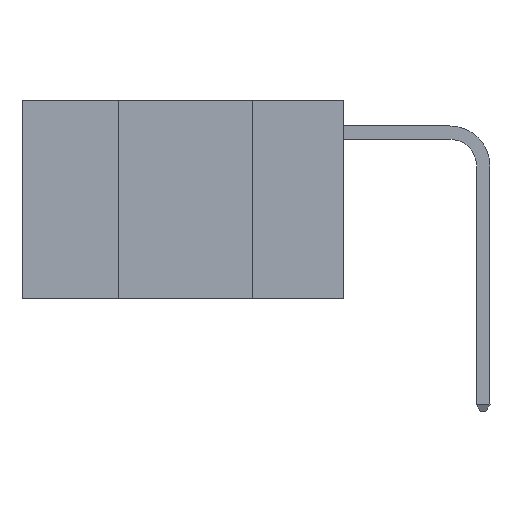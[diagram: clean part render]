
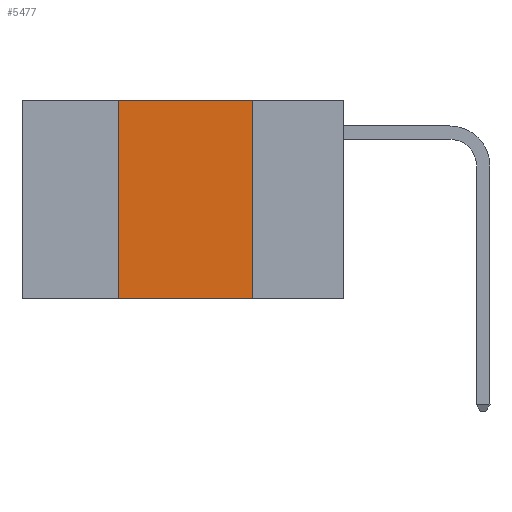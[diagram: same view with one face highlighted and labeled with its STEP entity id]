
A CAD part, left-side view. The second image highlights one B-rep face of the part: STEP entity #5477.
In plain terms, the highlighted planar face has unit normal (-1, 0, 0).
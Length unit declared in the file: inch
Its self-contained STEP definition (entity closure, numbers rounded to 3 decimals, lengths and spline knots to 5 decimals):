
#17 = CARTESIAN_POINT ( 'NONE',  ( 0., 0.17, 0. ) ) ;
#1646 = LINE ( 'NONE', #14855, #12603 ) ;
#1828 = FACE_OUTER_BOUND ( 'NONE', #4867, .T. ) ;
#2561 = DIRECTION ( 'NONE',  ( 0., 0., 1. ) ) ;
#2829 = CARTESIAN_POINT ( 'NONE',  ( 0., 0.17, -0.37 ) ) ;
#3393 = ORIENTED_EDGE ( 'NONE', *, *, #13735, .T. ) ;
#3619 = VERTEX_POINT ( 'NONE', #12524 ) ;
#3926 = EDGE_CURVE ( 'NONE', #3619, #13364, #6211, .T. ) ;
#4014 = CARTESIAN_POINT ( 'NONE',  ( 0., 0.42, 0. ) ) ;
#4152 = VERTEX_POINT ( 'NONE', #17 ) ;
#4867 = EDGE_LOOP ( 'NONE', ( #7833, #8415, #8988, #3393 ) ) ;
#4922 = EDGE_CURVE ( 'NONE', #13364, #4152, #7695, .T. ) ;
#5184 = DIRECTION ( 'NONE',  ( 0., -1., 0. ) ) ;
#5477 = ADVANCED_FACE ( 'NONE', ( #1828 ), #13846, .F. ) ;
#5527 = DIRECTION ( 'NONE',  ( 0., -1., 0. ) ) ;
#6211 = LINE ( 'NONE', #4014, #13234 ) ;
#6637 = CARTESIAN_POINT ( 'NONE',  ( 0., 0.42, 0. ) ) ;
#6806 = CARTESIAN_POINT ( 'NONE',  ( 0., 0.6, 0. ) ) ;
#7695 = LINE ( 'NONE', #11114, #11592 ) ;
#7833 = ORIENTED_EDGE ( 'NONE', *, *, #8424, .F. ) ;
#8293 = VECTOR ( 'NONE', #13449, 39.37008 ) ;
#8415 = ORIENTED_EDGE ( 'NONE', *, *, #4922, .F. ) ;
#8424 = EDGE_CURVE ( 'NONE', #4152, #9103, #14636, .T. ) ;
#8988 = ORIENTED_EDGE ( 'NONE', *, *, #3926, .F. ) ;
#9103 = VERTEX_POINT ( 'NONE', #2829 ) ;
#11114 = CARTESIAN_POINT ( 'NONE',  ( 0., 0.6, 0. ) ) ;
#11592 = VECTOR ( 'NONE', #5184, 39.37008 ) ;
#12265 = CARTESIAN_POINT ( 'NONE',  ( 0., 0.17, 0. ) ) ;
#12277 = AXIS2_PLACEMENT_3D ( 'NONE', #6806, #15257, #12655 ) ;
#12524 = CARTESIAN_POINT ( 'NONE',  ( 0., 0.42, -0.37 ) ) ;
#12603 = VECTOR ( 'NONE', #5527, 39.37008 ) ;
#12655 = DIRECTION ( 'NONE',  ( 0., 0., -1. ) ) ;
#13234 = VECTOR ( 'NONE', #2561, 39.37008 ) ;
#13364 = VERTEX_POINT ( 'NONE', #6637 ) ;
#13449 = DIRECTION ( 'NONE',  ( 0., 0., -1. ) ) ;
#13735 = EDGE_CURVE ( 'NONE', #3619, #9103, #1646, .T. ) ;
#13846 = PLANE ( 'NONE',  #12277 ) ;
#14636 = LINE ( 'NONE', #12265, #8293 ) ;
#14855 = CARTESIAN_POINT ( 'NONE',  ( 0., 0.6, -0.37 ) ) ;
#15257 = DIRECTION ( 'NONE',  ( 1., 0., 0. ) ) ;
